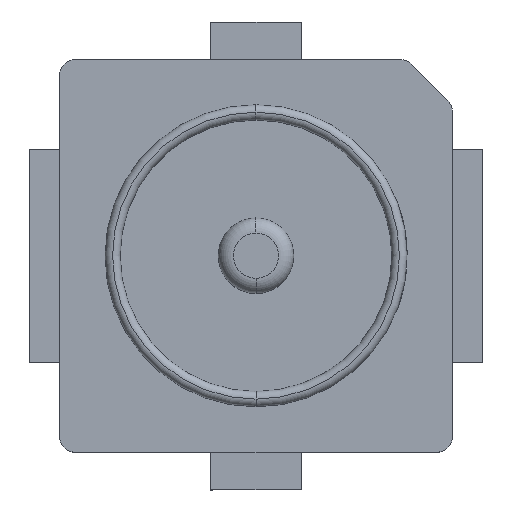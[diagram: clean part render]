
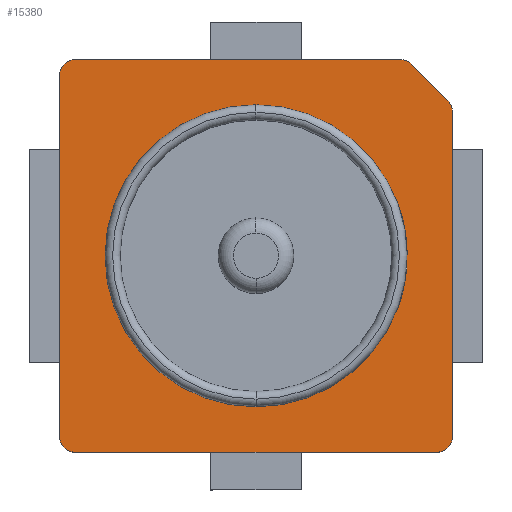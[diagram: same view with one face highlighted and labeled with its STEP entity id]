
A CAD part, top view. The second image highlights one B-rep face of the part: STEP entity #15380.
In plain terms, the highlighted planar face has unit normal (0, 0, 1).
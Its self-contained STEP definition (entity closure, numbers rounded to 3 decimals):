
#476 = DIRECTION ( 'NONE',  ( 0., 0., 1. ) ) ;
#588 = CARTESIAN_POINT ( 'NONE',  ( -1.2, 1.2, 0.35 ) ) ;
#678 = DIRECTION ( 'NONE',  ( 0., 0., 1. ) ) ;
#685 = CARTESIAN_POINT ( 'NONE',  ( 1.3, -1.2, 0.35 ) ) ;
#778 = DIRECTION ( 'NONE',  ( 0., 0., 1. ) ) ;
#802 = CARTESIAN_POINT ( 'NONE',  ( 1.3, -1.3, 0.35 ) ) ;
#1023 = CARTESIAN_POINT ( 'NONE',  ( 1.3, 1.3, 0.35 ) ) ;
#1034 = CIRCLE ( 'NONE', #2302, 0.1 ) ;
#1204 = EDGE_CURVE ( 'NONE', #9188, #10064, #8175, .T. ) ;
#1210 = CARTESIAN_POINT ( 'NONE',  ( -1.3, -1.2, 0.35 ) ) ;
#1340 = CARTESIAN_POINT ( 'NONE',  ( 1.271, 1.029, 0.35 ) ) ;
#1473 = ORIENTED_EDGE ( 'NONE', *, *, #9115, .T. ) ;
#1760 = VERTEX_POINT ( 'NONE', #4604 ) ;
#1800 = CARTESIAN_POINT ( 'NONE',  ( 0.959, 1.2, 0.35 ) ) ;
#1864 = VECTOR ( 'NONE', #2773, 1000. ) ;
#1892 = ORIENTED_EDGE ( 'NONE', *, *, #4913, .T. ) ;
#1967 = AXIS2_PLACEMENT_3D ( 'NONE', #1800, #678, #5776 ) ;
#1990 = EDGE_LOOP ( 'NONE', ( #7499, #9440 ) ) ;
#2066 = LINE ( 'NONE', #802, #10194 ) ;
#2083 = EDGE_CURVE ( 'NONE', #10064, #12100, #11828, .T. ) ;
#2302 = AXIS2_PLACEMENT_3D ( 'NONE', #4934, #13544, #13394 ) ;
#2566 = ORIENTED_EDGE ( 'NONE', *, *, #14275, .T. ) ;
#2616 = CARTESIAN_POINT ( 'NONE',  ( 1.3, 1.3, 0.35 ) ) ;
#2730 = CARTESIAN_POINT ( 'NONE',  ( -1.3, 1.3, 0.35 ) ) ;
#2773 = DIRECTION ( 'NONE',  ( 0., 1., 0. ) ) ;
#2780 = AXIS2_PLACEMENT_3D ( 'NONE', #8017, #778, #3555 ) ;
#2905 = DIRECTION ( 'NONE',  ( 0., 0., 1. ) ) ;
#2980 = CIRCLE ( 'NONE', #4492, 0.1 ) ;
#3057 = CARTESIAN_POINT ( 'NONE',  ( 0.959, 1.3, 0.35 ) ) ;
#3230 = CIRCLE ( 'NONE', #12820, 0.1 ) ;
#3456 = CIRCLE ( 'NONE', #5487, 1. ) ;
#3555 = DIRECTION ( 'NONE',  ( 0., -1., 0. ) ) ;
#3796 = VECTOR ( 'NONE', #3924, 1000. ) ;
#3917 = ORIENTED_EDGE ( 'NONE', *, *, #6009, .T. ) ;
#3924 = DIRECTION ( 'NONE',  ( 0., -1., 0. ) ) ;
#4227 = ORIENTED_EDGE ( 'NONE', *, *, #12838, .T. ) ;
#4277 = VERTEX_POINT ( 'NONE', #11061 ) ;
#4364 = VERTEX_POINT ( 'NONE', #685 ) ;
#4492 = AXIS2_PLACEMENT_3D ( 'NONE', #11123, #13592, #11448 ) ;
#4604 = CARTESIAN_POINT ( 'NONE',  ( -1.2, -1.3, 0.35 ) ) ;
#4913 = EDGE_CURVE ( 'NONE', #5124, #11205, #8911, .T. ) ;
#4934 = CARTESIAN_POINT ( 'NONE',  ( 1.2, 0.959, 0.35 ) ) ;
#5124 = VERTEX_POINT ( 'NONE', #12359 ) ;
#5247 = VERTEX_POINT ( 'NONE', #8120 ) ;
#5364 = ORIENTED_EDGE ( 'NONE', *, *, #12750, .T. ) ;
#5378 = DIRECTION ( 'NONE',  ( 0., -1., 0. ) ) ;
#5427 = DIRECTION ( 'NONE',  ( 0., -1., 0. ) ) ;
#5470 = DIRECTION ( 'NONE',  ( 0., -1., 0. ) ) ;
#5487 = AXIS2_PLACEMENT_3D ( 'NONE', #6735, #12563, #5470 ) ;
#5776 = DIRECTION ( 'NONE',  ( 0., -1., 0. ) ) ;
#6009 = EDGE_CURVE ( 'NONE', #15077, #9188, #1034, .T. ) ;
#6063 = EDGE_LOOP ( 'NONE', ( #12016, #3917, #7258, #13972, #1473, #5364, #1892, #2566, #9208, #4227 ) ) ;
#6591 = CARTESIAN_POINT ( 'NONE',  ( 0., -1., 0.35 ) ) ;
#6722 = CARTESIAN_POINT ( 'NONE',  ( 0., 0., 0.35 ) ) ;
#6735 = CARTESIAN_POINT ( 'NONE',  ( 0., 0., 0.35 ) ) ;
#7258 = ORIENTED_EDGE ( 'NONE', *, *, #1204, .T. ) ;
#7499 = ORIENTED_EDGE ( 'NONE', *, *, #11087, .F. ) ;
#7810 = FACE_OUTER_BOUND ( 'NONE', #6063, .T. ) ;
#8017 = CARTESIAN_POINT ( 'NONE',  ( -1.2, -1.2, 0.35 ) ) ;
#8110 = CIRCLE ( 'NONE', #2780, 0.1 ) ;
#8120 = CARTESIAN_POINT ( 'NONE',  ( -1.2, 1.3, 0.35 ) ) ;
#8175 = LINE ( 'NONE', #11706, #10539 ) ;
#8275 = CIRCLE ( 'NONE', #14296, 1. ) ;
#8343 = LINE ( 'NONE', #1023, #15006 ) ;
#8787 = CARTESIAN_POINT ( 'NONE',  ( 1.2, -1.3, 0.35 ) ) ;
#8911 = LINE ( 'NONE', #2730, #3796 ) ;
#9108 = AXIS2_PLACEMENT_3D ( 'NONE', #11338, #476, #5427 ) ;
#9115 = EDGE_CURVE ( 'NONE', #12100, #5247, #8343, .T. ) ;
#9188 = VERTEX_POINT ( 'NONE', #1340 ) ;
#9208 = ORIENTED_EDGE ( 'NONE', *, *, #9909, .T. ) ;
#9244 = EDGE_CURVE ( 'NONE', #4364, #15077, #13537, .T. ) ;
#9367 = VERTEX_POINT ( 'NONE', #6591 ) ;
#9440 = ORIENTED_EDGE ( 'NONE', *, *, #10818, .F. ) ;
#9466 = DIRECTION ( 'NONE',  ( -0.707, 0.707, 0. ) ) ;
#9909 = EDGE_CURVE ( 'NONE', #1760, #10677, #2066, .T. ) ;
#9963 = CARTESIAN_POINT ( 'NONE',  ( 1.3, 0.959, 0.35 ) ) ;
#10049 = CARTESIAN_POINT ( 'NONE',  ( 1.029, 1.271, 0.35 ) ) ;
#10064 = VERTEX_POINT ( 'NONE', #10049 ) ;
#10149 = FACE_BOUND ( 'NONE', #1990, .T. ) ;
#10194 = VECTOR ( 'NONE', #15206, 1000. ) ;
#10539 = VECTOR ( 'NONE', #9466, 1000. ) ;
#10677 = VERTEX_POINT ( 'NONE', #8787 ) ;
#10818 = EDGE_CURVE ( 'NONE', #9367, #4277, #3456, .T. ) ;
#11061 = CARTESIAN_POINT ( 'NONE',  ( 0., 1., 0.35 ) ) ;
#11087 = EDGE_CURVE ( 'NONE', #4277, #9367, #8275, .T. ) ;
#11123 = CARTESIAN_POINT ( 'NONE',  ( 1.2, -1.2, 0.35 ) ) ;
#11205 = VERTEX_POINT ( 'NONE', #1210 ) ;
#11338 = CARTESIAN_POINT ( 'NONE',  ( 0., 0., 0.35 ) ) ;
#11448 = DIRECTION ( 'NONE',  ( 0., -1., 0. ) ) ;
#11706 = CARTESIAN_POINT ( 'NONE',  ( 1.15, 1.15, 0.35 ) ) ;
#11828 = CIRCLE ( 'NONE', #1967, 0.1 ) ;
#12016 = ORIENTED_EDGE ( 'NONE', *, *, #9244, .T. ) ;
#12100 = VERTEX_POINT ( 'NONE', #3057 ) ;
#12359 = CARTESIAN_POINT ( 'NONE',  ( -1.3, 1.2, 0.35 ) ) ;
#12548 = DIRECTION ( 'NONE',  ( 0., -1., 0. ) ) ;
#12563 = DIRECTION ( 'NONE',  ( 0., 0., 1. ) ) ;
#12750 = EDGE_CURVE ( 'NONE', #5247, #5124, #3230, .T. ) ;
#12820 = AXIS2_PLACEMENT_3D ( 'NONE', #588, #14761, #12548 ) ;
#12838 = EDGE_CURVE ( 'NONE', #10677, #4364, #2980, .T. ) ;
#13074 = DIRECTION ( 'NONE',  ( -1., 0., 0. ) ) ;
#13394 = DIRECTION ( 'NONE',  ( 0., -1., 0. ) ) ;
#13537 = LINE ( 'NONE', #2616, #1864 ) ;
#13544 = DIRECTION ( 'NONE',  ( 0., 0., 1. ) ) ;
#13592 = DIRECTION ( 'NONE',  ( 0., 0., 1. ) ) ;
#13708 = PLANE ( 'NONE',  #9108 ) ;
#13972 = ORIENTED_EDGE ( 'NONE', *, *, #2083, .T. ) ;
#14275 = EDGE_CURVE ( 'NONE', #11205, #1760, #8110, .T. ) ;
#14296 = AXIS2_PLACEMENT_3D ( 'NONE', #6722, #2905, #5378 ) ;
#14761 = DIRECTION ( 'NONE',  ( 0., 0., 1. ) ) ;
#15006 = VECTOR ( 'NONE', #13074, 1000. ) ;
#15077 = VERTEX_POINT ( 'NONE', #9963 ) ;
#15206 = DIRECTION ( 'NONE',  ( 1., 0., 0. ) ) ;
#15380 = ADVANCED_FACE ( 'NONE', ( #10149, #7810 ), #13708, .T. ) ;
